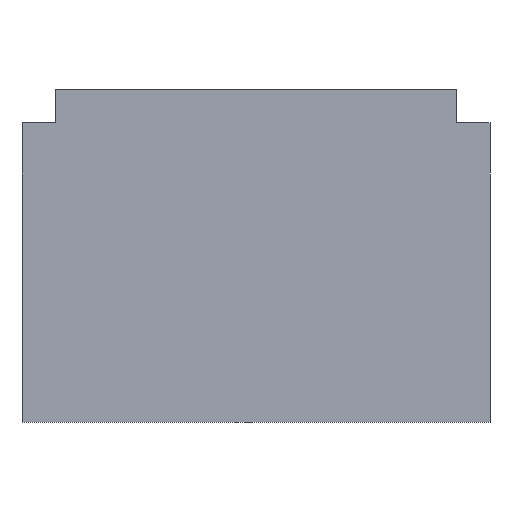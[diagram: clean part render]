
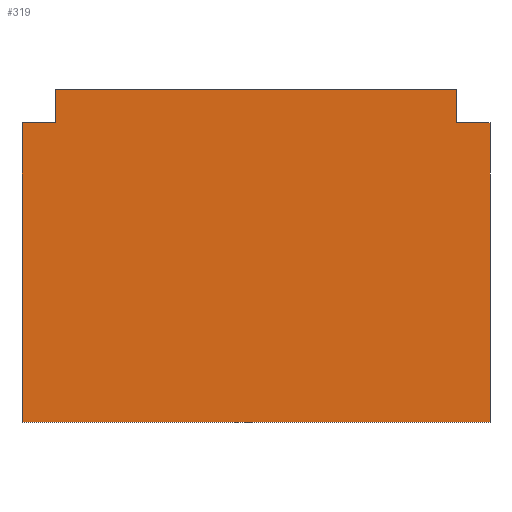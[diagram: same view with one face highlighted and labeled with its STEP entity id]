
A CAD part, left-side view. The second image highlights one B-rep face of the part: STEP entity #319.
In plain terms, the highlighted planar face has unit normal (-1, 0, 0).
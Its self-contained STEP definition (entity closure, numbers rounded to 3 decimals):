
#53=ORIENTED_EDGE('',*,*,#94,.T.);
#54=ORIENTED_EDGE('',*,*,#107,.F.);
#55=ORIENTED_EDGE('',*,*,#106,.F.);
#56=ORIENTED_EDGE('',*,*,#108,.T.);
#57=ORIENTED_EDGE('',*,*,#102,.F.);
#58=ORIENTED_EDGE('',*,*,#97,.F.);
#59=ORIENTED_EDGE('',*,*,#109,.T.);
#60=ORIENTED_EDGE('',*,*,#89,.F.);
#89=EDGE_CURVE('',#117,#118,#137,.T.);
#94=EDGE_CURVE('',#117,#122,#140,.T.);
#97=EDGE_CURVE('',#124,#125,#143,.T.);
#102=EDGE_CURVE('',#125,#127,#146,.T.);
#106=EDGE_CURVE('',#132,#130,#150,.T.);
#107=EDGE_CURVE('',#130,#122,#151,.T.);
#108=EDGE_CURVE('',#132,#127,#152,.T.);
#109=EDGE_CURVE('',#124,#118,#153,.T.);
#117=VERTEX_POINT('',#420);
#118=VERTEX_POINT('',#421);
#122=VERTEX_POINT('',#430);
#124=VERTEX_POINT('',#436);
#125=VERTEX_POINT('',#438);
#127=VERTEX_POINT('',#444);
#130=VERTEX_POINT('',#451);
#132=VERTEX_POINT('',#455);
#137=LINE('',#419,#157);
#140=LINE('',#431,#160);
#143=LINE('',#437,#163);
#146=LINE('',#447,#166);
#150=LINE('',#456,#170);
#151=LINE('',#458,#171);
#152=LINE('',#459,#172);
#153=LINE('',#460,#173);
#157=VECTOR('',#357,1000.);
#160=VECTOR('',#366,1000.);
#163=VECTOR('',#371,1000.);
#166=VECTOR('',#380,1000.);
#170=VECTOR('',#386,1000.);
#171=VECTOR('',#389,1000.);
#172=VECTOR('',#390,1000.);
#173=VECTOR('',#391,1000.);
#182=EDGE_LOOP('',(#53,#54,#55,#56,#57,#58,#59,#60));
#200=FACE_BOUND('',#182,.T.);
#216=PLANE('',#341);
#319=ADVANCED_FACE('',(#200),#216,.T.);
#341=AXIS2_PLACEMENT_3D('',#457,#387,#388);
#357=DIRECTION('',(0.,0.,1.));
#366=DIRECTION('',(0.,1.,0.));
#371=DIRECTION('',(0.,0.,-1.));
#380=DIRECTION('',(0.,-1.,0.));
#386=DIRECTION('',(0.,1.,0.));
#387=DIRECTION('',(-1.,0.,0.));
#388=DIRECTION('',(0.,0.,1.));
#389=DIRECTION('',(0.,0.,1.));
#390=DIRECTION('',(0.,0.,1.));
#391=DIRECTION('',(0.,1.,0.));
#419=CARTESIAN_POINT('',(-2.49,3.,4.481));
#420=CARTESIAN_POINT('',(-2.49,3.,4.481));
#421=CARTESIAN_POINT('',(-2.49,3.,4.98));
#430=CARTESIAN_POINT('',(-2.49,3.5,4.481));
#431=CARTESIAN_POINT('',(-2.49,3.,4.481));
#436=CARTESIAN_POINT('',(-2.49,-3.,4.98));
#437=CARTESIAN_POINT('',(-2.49,-3.,4.98));
#438=CARTESIAN_POINT('',(-2.49,-3.,4.481));
#444=CARTESIAN_POINT('',(-2.49,-3.5,4.481));
#447=CARTESIAN_POINT('',(-2.49,-3.,4.481));
#451=CARTESIAN_POINT('',(-2.49,3.5,0.));
#455=CARTESIAN_POINT('',(-2.49,-3.5,0.));
#456=CARTESIAN_POINT('',(-2.49,-3.5,0.));
#457=CARTESIAN_POINT('',(-2.49,-3.5,0.));
#458=CARTESIAN_POINT('',(-2.49,3.5,0.));
#459=CARTESIAN_POINT('',(-2.49,-3.5,0.));
#460=CARTESIAN_POINT('',(-2.49,-3.5,4.98));
